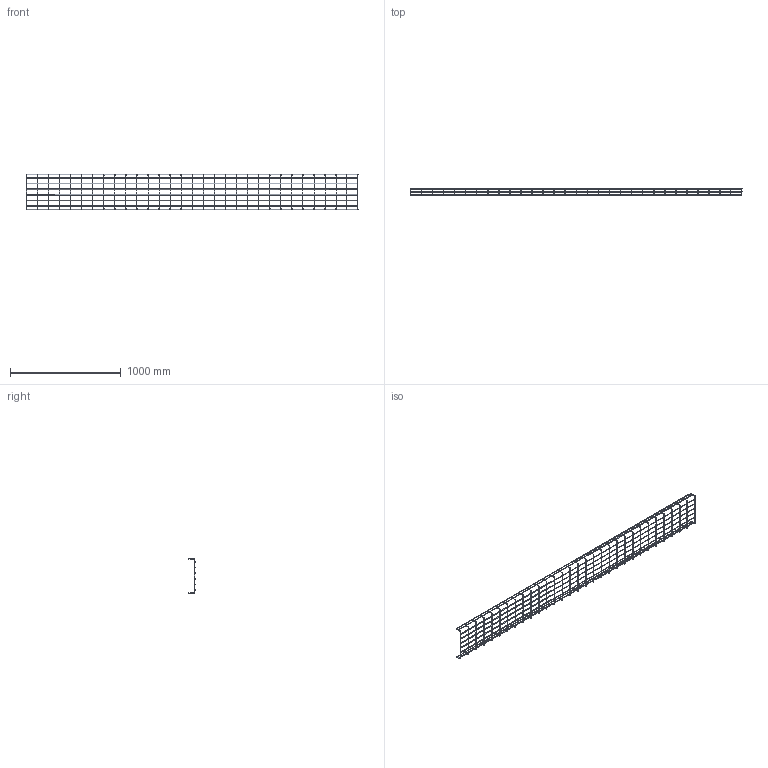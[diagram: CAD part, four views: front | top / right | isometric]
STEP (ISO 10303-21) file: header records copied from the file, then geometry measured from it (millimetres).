
FILE_DESCRIPTION (( 'STEP AP214' ), '1' );
FILE_NAME ('LCM5300-SS_3D.step', '2024-09-23T16:04:20', ( '' ), ( '' ), 'SwSTEP 2.0', 'SolidWorks 2022', '' );
FILE_SCHEMA (( 'AUTOMOTIVE_DESIGN' ));
Length unit declared in the file: millimetre
Products named in the file (1): LCM5300-SS_3D
Bounding box: 3000 x 59.99 x 320 mm (x, y, z)
Volume: 834261.9 mm3; surface area: 669129.7 mm2
Topology: 41 solids, 41 shells, 412 faces, 742 edges, 412 vertices
Faces by surface type: cylinder 206, torus 124, plane 82
Entity records: 10248 total; most frequent: CARTESIAN_POINT 2059, DIRECTION 1776, ORIENTED_EDGE 1484, AXIS2_PLACEMENT_3D 785, EDGE_CURVE 742, ADVANCED_FACE 412, VERTEX_POINT 412, FACE_OUTER_BOUND 412
